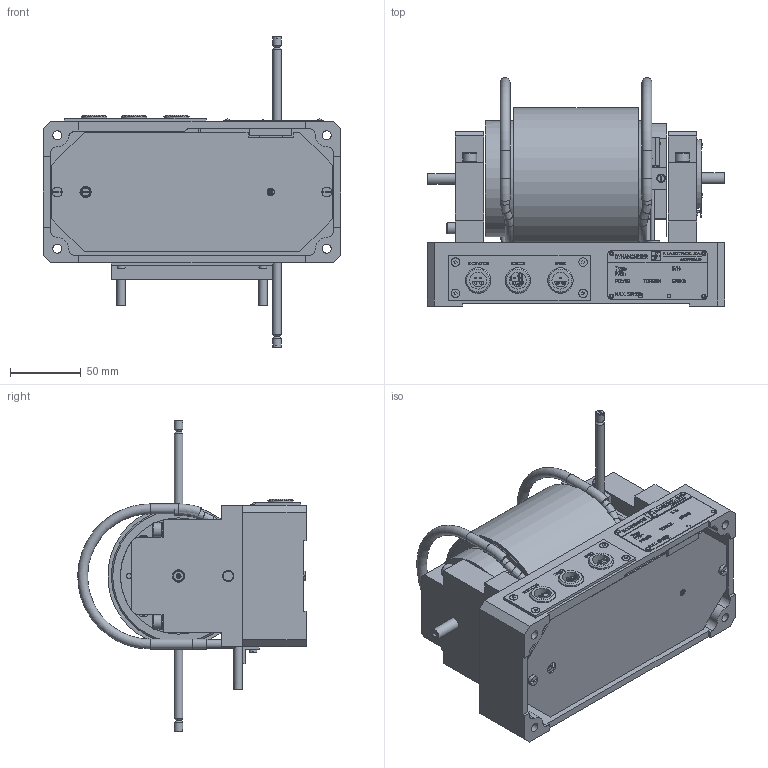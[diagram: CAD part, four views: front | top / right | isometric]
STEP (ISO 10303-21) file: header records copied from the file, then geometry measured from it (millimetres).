
FILE_DESCRIPTION (( 'STEP AP214' ), '1' );
FILE_NAME ('325-401-000-052_EF.STEP', '2022-08-23T09:18:01', ( 'magroladmin' ), ( 'Hewlett-Packard Company' ), 'SwSTEP 2.0', 'SolidWorks 2021', '' );
FILE_SCHEMA (( 'AUTOMOTIVE_DESIGN' ));
Length unit declared in the file: millimetre
Products named in the file (1): 325-401-000-052_EF
Bounding box: 210 x 161.15 x 220 mm (x, y, z)
Surface area: 275990.6 mm2 (no closed solid volume)
Topology: 0 solids, 181 shells, 792 faces, 5472 edges, 4805 vertices
Faces by surface type: plane 533, cylinder 147, bspline 46, cone 38, sphere 15, torus 13
Full cylindrical faces by diameter (mm): 1 x8, 1.8 x7, 2.3 x1, 2.5 x2, 2.8 x4, 3 x6, 3.3 x4, 4 x2, 4.2 x1, 5 x3, 5.5 x2, 6 x12, 6.4 x4, 7 x6, 7.5 x2, 8 x8, 8.6 x1, 10 x12, 10.5 x4, 12 x3, 18 x3, 20 x1, 21 x2, 25 x1, 36 x1, 55 x1, 82 x3
Entity records: 71036 total; most frequent: CARTESIAN_POINT 26402, ORIENTED_EDGE 6301, DIRECTION 5640, EDGE_CURVE 5264, VERTEX_POINT 4756, VECTOR 2984, LINE 2984, B_SPLINE_CURVE_WITH_KNOTS 1681
